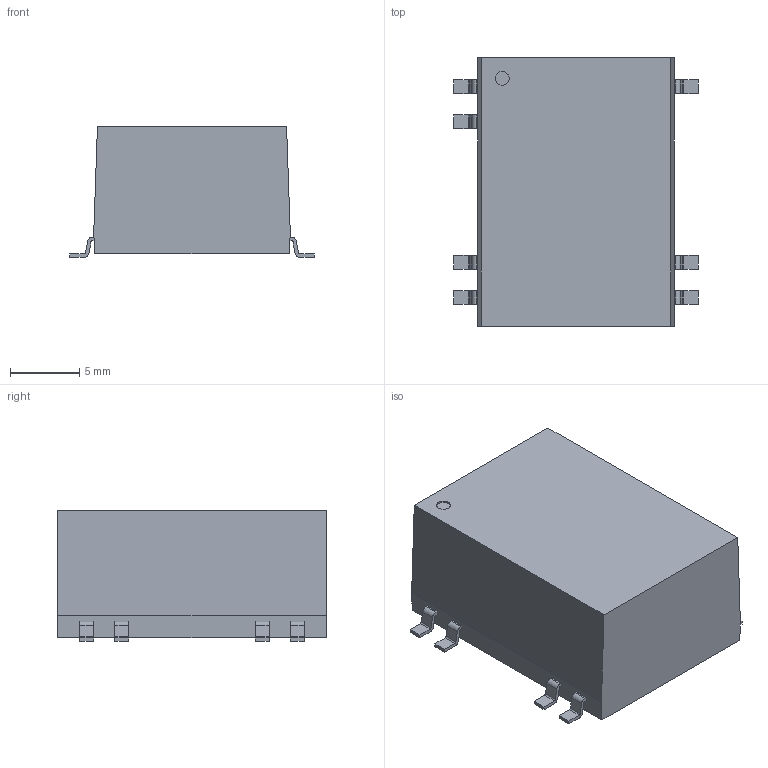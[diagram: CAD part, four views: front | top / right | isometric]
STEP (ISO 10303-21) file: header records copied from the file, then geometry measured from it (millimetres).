
FILE_DESCRIPTION((''),'2;1');
FILE_NAME('DCDC_TRACO_TMR 1SM.stp','2014-02-27T15:01:03',(''),(''),'Mechanical Desktop 2011','Mechanical Desktop 2011',', , ');
FILE_SCHEMA(('AUTOMOTIVE_DESIGN { 1 2 10303 214 1 1 1 1 }'));
Length unit declared in the file: millimetre
Products named in the file (1): Product
Bounding box: 17.7 x 19.4 x 9.45 mm (x, y, z)
Volume: 2498.1 mm3; surface area: 1202.9 mm2
Topology: 8 solids, 8 shells, 109 faces, 276 edges, 184 vertices
Faces by surface type: plane 49, bspline 42, cylinder 18
Entity records: 3471 total; most frequent: CARTESIAN_POINT 864, ORIENTED_EDGE 552, DIRECTION 472, EDGE_CURVE 276, VECTOR 216, LINE 216, VERTEX_POINT 184, AXIS2_PLACEMENT_3D 128
